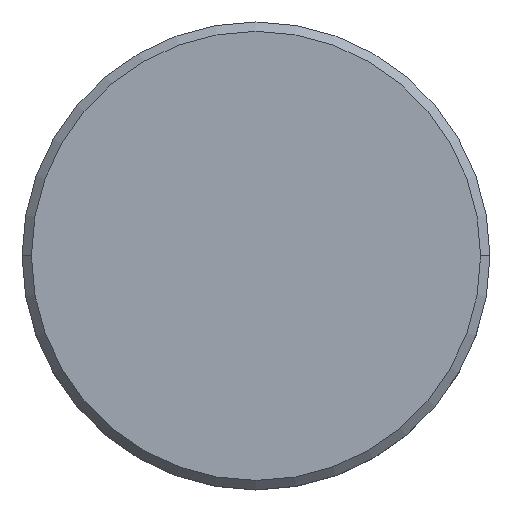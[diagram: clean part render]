
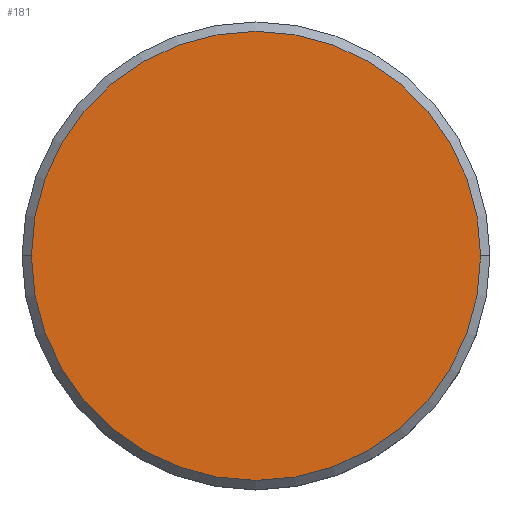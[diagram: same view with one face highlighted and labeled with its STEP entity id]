
A CAD part, top view. The second image highlights one B-rep face of the part: STEP entity #181.
In plain terms, the highlighted planar face has unit normal (0, 0, 1).
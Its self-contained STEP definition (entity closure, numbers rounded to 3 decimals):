
#35 = AXIS2_PLACEMENT_3D ( 'NONE', #703, #255, #957 ) ;
#104 = DIRECTION ( 'NONE',  ( 0., 0., 1. ) ) ;
#135 = EDGE_LOOP ( 'NONE', ( #809, #248 ) ) ;
#178 = AXIS2_PLACEMENT_3D ( 'NONE', #347, #287, #655 ) ;
#181 = ADVANCED_FACE ( 'NONE', ( #689 ), #884, .T. ) ;
#248 = ORIENTED_EDGE ( 'NONE', *, *, #298, .T. ) ;
#255 = DIRECTION ( 'NONE',  ( 0., 0., 1. ) ) ;
#265 = AXIS2_PLACEMENT_3D ( 'NONE', #373, #104, #930 ) ;
#287 = DIRECTION ( 'NONE',  ( 0., 0., 1. ) ) ;
#298 = EDGE_CURVE ( 'NONE', #1073, #692, #463, .T. ) ;
#347 = CARTESIAN_POINT ( 'NONE',  ( 0., 0., 0. ) ) ;
#373 = CARTESIAN_POINT ( 'NONE',  ( 0., 0., 0. ) ) ;
#463 = CIRCLE ( 'NONE', #178, 12. ) ;
#605 = CIRCLE ( 'NONE', #265, 12. ) ;
#655 = DIRECTION ( 'NONE',  ( 1., 0., 0. ) ) ;
#689 = FACE_OUTER_BOUND ( 'NONE', #135, .T. ) ;
#692 = VERTEX_POINT ( 'NONE', #1077 ) ;
#703 = CARTESIAN_POINT ( 'NONE',  ( 0., 0., 0. ) ) ;
#809 = ORIENTED_EDGE ( 'NONE', *, *, #899, .T. ) ;
#884 = PLANE ( 'NONE',  #35 ) ;
#899 = EDGE_CURVE ( 'NONE', #692, #1073, #605, .T. ) ;
#930 = DIRECTION ( 'NONE',  ( 1., 0., 0. ) ) ;
#957 = DIRECTION ( 'NONE',  ( 1., 0., 0. ) ) ;
#1073 = VERTEX_POINT ( 'NONE', #1140 ) ;
#1077 = CARTESIAN_POINT ( 'NONE',  ( -12., 0., 0. ) ) ;
#1140 = CARTESIAN_POINT ( 'NONE',  ( 12., 0., 0. ) ) ;
